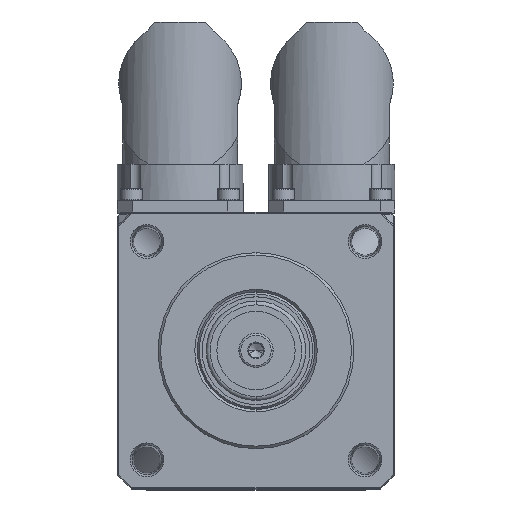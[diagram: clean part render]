
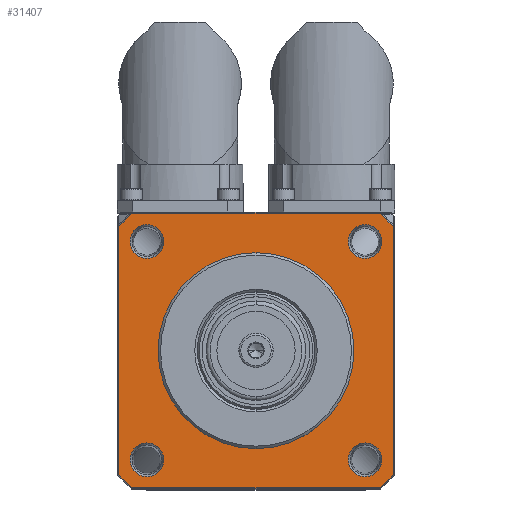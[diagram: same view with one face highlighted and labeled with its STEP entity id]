
A CAD part, top view. The second image highlights one B-rep face of the part: STEP entity #31407.
In plain terms, the highlighted planar face has unit normal (0, 0, 1).
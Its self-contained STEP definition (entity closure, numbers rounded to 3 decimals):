
#2160=DIRECTION('',(-1.,0.,0.));
#2161=VECTOR('',#2160,50.647);
#2162=CARTESIAN_POINT('',(25.323,-28.011,59.7));
#2163=LINE('',#2162,#2161);
#2175=CARTESIAN_POINT('',(0.,0.,59.7));
#2176=DIRECTION('',(0.,0.,-1.));
#2177=DIRECTION('',(-0.742,0.671,0.));
#2178=AXIS2_PLACEMENT_3D('',#2175,#2176,#2177);
#2180=CARTESIAN_POINT('',(0.,0.,59.7));
#2181=DIRECTION('',(0.,0.,-1.));
#2182=DIRECTION('',(0.671,0.742,0.));
#2183=AXIS2_PLACEMENT_3D('',#2180,#2181,#2182);
#2185=CARTESIAN_POINT('',(0.,0.,59.7));
#2186=DIRECTION('',(0.,0.,-1.));
#2187=DIRECTION('',(0.742,-0.671,0.));
#2188=AXIS2_PLACEMENT_3D('',#2185,#2186,#2187);
#2190=CARTESIAN_POINT('',(0.,0.,59.7));
#2191=DIRECTION('',(0.,0.,-1.));
#2192=DIRECTION('',(-0.671,-0.742,0.));
#2193=AXIS2_PLACEMENT_3D('',#2190,#2191,#2192);
#2195=CARTESIAN_POINT('',(22.274,22.274,59.7));
#2196=DIRECTION('',(0.,0.,-1.));
#2197=DIRECTION('',(1.,0.,0.));
#2198=AXIS2_PLACEMENT_3D('',#2195,#2196,#2197);
#2200=CARTESIAN_POINT('',(22.274,22.274,59.7));
#2201=DIRECTION('',(0.,0.,-1.));
#2202=DIRECTION('',(-1.,0.,0.));
#2203=AXIS2_PLACEMENT_3D('',#2200,#2201,#2202);
#2205=CARTESIAN_POINT('',(-22.274,22.274,59.7));
#2206=DIRECTION('',(0.,0.,-1.));
#2207=DIRECTION('',(-1.,0.,0.));
#2208=AXIS2_PLACEMENT_3D('',#2205,#2206,#2207);
#2210=CARTESIAN_POINT('',(-22.274,22.274,59.7));
#2211=DIRECTION('',(0.,0.,-1.));
#2212=DIRECTION('',(1.,0.,0.));
#2213=AXIS2_PLACEMENT_3D('',#2210,#2211,#2212);
#2215=CARTESIAN_POINT('',(-22.274,-22.274,59.7));
#2216=DIRECTION('',(0.,0.,-1.));
#2217=DIRECTION('',(1.,0.,0.));
#2218=AXIS2_PLACEMENT_3D('',#2215,#2216,#2217);
#2220=CARTESIAN_POINT('',(-22.274,-22.274,59.7));
#2221=DIRECTION('',(0.,0.,-1.));
#2222=DIRECTION('',(-1.,0.,0.));
#2223=AXIS2_PLACEMENT_3D('',#2220,#2221,#2222);
#2225=CARTESIAN_POINT('',(22.274,-22.274,59.7));
#2226=DIRECTION('',(0.,0.,-1.));
#2227=DIRECTION('',(1.,0.,0.));
#2228=AXIS2_PLACEMENT_3D('',#2225,#2226,#2227);
#2230=CARTESIAN_POINT('',(22.274,-22.274,59.7));
#2231=DIRECTION('',(0.,0.,-1.));
#2232=DIRECTION('',(-1.,0.,0.));
#2233=AXIS2_PLACEMENT_3D('',#2230,#2231,#2232);
#2235=DIRECTION('',(0.,1.,0.));
#2236=VECTOR('',#2235,50.647);
#2237=CARTESIAN_POINT('',(-28.011,-25.323,59.7));
#2238=LINE('',#2237,#2236);
#2274=DIRECTION('',(1.,0.,0.));
#2275=VECTOR('',#2274,50.647);
#2276=CARTESIAN_POINT('',(-25.323,28.011,59.7));
#2277=LINE('',#2276,#2275);
#2301=DIRECTION('',(0.,-1.,0.));
#2302=VECTOR('',#2301,50.647);
#2303=CARTESIAN_POINT('',(28.011,25.323,59.7));
#2304=LINE('',#2303,#2302);
#2336=CARTESIAN_POINT('',(0.,0.,59.7));
#2337=DIRECTION('',(0.,0.,1.));
#2338=DIRECTION('',(0.,-1.,0.));
#2339=AXIS2_PLACEMENT_3D('',#2336,#2337,#2338);
#2341=CARTESIAN_POINT('',(0.,0.,59.7));
#2342=DIRECTION('',(0.,0.,-1.));
#2343=DIRECTION('',(0.,-1.,0.));
#2344=AXIS2_PLACEMENT_3D('',#2341,#2342,#2343);
#24998=CARTESIAN_POINT('',(0.,-20.,59.7));
#24999=CARTESIAN_POINT('',(0.,20.,59.7));
#25000=VERTEX_POINT('',#24998);
#25001=VERTEX_POINT('',#24999);
#25002=CARTESIAN_POINT('',(-28.011,-25.323,59.7));
#25003=CARTESIAN_POINT('',(-28.011,25.323,59.7));
#25004=VERTEX_POINT('',#25002);
#25005=VERTEX_POINT('',#25003);
#25006=CARTESIAN_POINT('',(-25.323,28.011,59.7));
#25007=VERTEX_POINT('',#25006);
#25008=CARTESIAN_POINT('',(-25.323,-28.011,59.7));
#25009=VERTEX_POINT('',#25008);
#25010=CARTESIAN_POINT('',(25.323,-28.011,59.7));
#25011=VERTEX_POINT('',#25010);
#25012=CARTESIAN_POINT('',(28.011,-25.323,59.7));
#25013=VERTEX_POINT('',#25012);
#25014=CARTESIAN_POINT('',(28.011,25.323,59.7));
#25015=VERTEX_POINT('',#25014);
#25016=CARTESIAN_POINT('',(25.323,28.011,59.7));
#25017=VERTEX_POINT('',#25016);
#25034=CARTESIAN_POINT('',(25.713,22.274,59.7));
#25035=CARTESIAN_POINT('',(18.835,22.274,59.7));
#25036=VERTEX_POINT('',#25034);
#25037=VERTEX_POINT('',#25035);
#25038=CARTESIAN_POINT('',(-25.713,22.274,59.7));
#25039=CARTESIAN_POINT('',(-18.835,22.274,59.7));
#25040=VERTEX_POINT('',#25038);
#25041=VERTEX_POINT('',#25039);
#25042=CARTESIAN_POINT('',(-18.835,-22.274,59.7));
#25043=CARTESIAN_POINT('',(-25.713,-22.274,59.7));
#25044=VERTEX_POINT('',#25042);
#25045=VERTEX_POINT('',#25043);
#25046=CARTESIAN_POINT('',(25.713,-22.274,59.7));
#25047=CARTESIAN_POINT('',(18.835,-22.274,59.7));
#25048=VERTEX_POINT('',#25046);
#25049=VERTEX_POINT('',#25047);
#31355=CARTESIAN_POINT('',(0.,0.,59.7));
#31356=DIRECTION('',(0.,0.,-1.));
#31357=DIRECTION('',(0.,-1.,0.));
#31358=AXIS2_PLACEMENT_3D('',#31355,#31356,#31357);
#31359=PLANE('',#31358);
#31361=ORIENTED_EDGE('',*,*,#31360,.T.);
#31363=ORIENTED_EDGE('',*,*,#31362,.T.);
#31365=ORIENTED_EDGE('',*,*,#31364,.T.);
#31367=ORIENTED_EDGE('',*,*,#31366,.T.);
#31369=ORIENTED_EDGE('',*,*,#31368,.T.);
#31371=ORIENTED_EDGE('',*,*,#31370,.T.);
#31372=ORIENTED_EDGE('',*,*,#31345,.T.);
#31374=ORIENTED_EDGE('',*,*,#31373,.T.);
#31375=EDGE_LOOP('',(#31361,#31363,#31365,#31367,#31369,#31371,#31372,#31374));
#31376=FACE_OUTER_BOUND('',#31375,.F.);
#31378=ORIENTED_EDGE('',*,*,#31377,.T.);
#31380=ORIENTED_EDGE('',*,*,#31379,.F.);
#31381=EDGE_LOOP('',(#31378,#31380));
#31382=FACE_BOUND('',#31381,.F.);
#31384=ORIENTED_EDGE('',*,*,#31383,.F.);
#31386=ORIENTED_EDGE('',*,*,#31385,.F.);
#31387=EDGE_LOOP('',(#31384,#31386));
#31388=FACE_BOUND('',#31387,.F.);
#31390=ORIENTED_EDGE('',*,*,#31389,.F.);
#31392=ORIENTED_EDGE('',*,*,#31391,.F.);
#31393=EDGE_LOOP('',(#31390,#31392));
#31394=FACE_BOUND('',#31393,.F.);
#31396=ORIENTED_EDGE('',*,*,#31395,.F.);
#31398=ORIENTED_EDGE('',*,*,#31397,.F.);
#31399=EDGE_LOOP('',(#31396,#31398));
#31400=FACE_BOUND('',#31399,.F.);
#31402=ORIENTED_EDGE('',*,*,#31401,.F.);
#31404=ORIENTED_EDGE('',*,*,#31403,.F.);
#31405=EDGE_LOOP('',(#31402,#31404));
#31406=FACE_BOUND('',#31405,.F.);
#31407=ADVANCED_FACE('',(#31376,#31382,#31388,#31394,#31400,#31406),#31359,.F.);
#2179=CIRCLE('',#2178,37.761);
#2184=CIRCLE('',#2183,37.761);
#2189=CIRCLE('',#2188,37.761);
#2194=CIRCLE('',#2193,37.761);
#2199=CIRCLE('',#2198,3.439);
#2204=CIRCLE('',#2203,3.439);
#2209=CIRCLE('',#2208,3.439);
#2214=CIRCLE('',#2213,3.439);
#2219=CIRCLE('',#2218,3.439);
#2224=CIRCLE('',#2223,3.439);
#2229=CIRCLE('',#2228,3.439);
#2234=CIRCLE('',#2233,3.439);
#2340=CIRCLE('',#2339,20.);
#2345=CIRCLE('',#2344,20.);
#31345=EDGE_CURVE('',#25011,#25009,#2163,.T.);
#31360=EDGE_CURVE('',#25004,#25005,#2238,.T.);
#31362=EDGE_CURVE('',#25005,#25007,#2179,.T.);
#31364=EDGE_CURVE('',#25007,#25017,#2277,.T.);
#31366=EDGE_CURVE('',#25017,#25015,#2184,.T.);
#31368=EDGE_CURVE('',#25015,#25013,#2304,.T.);
#31370=EDGE_CURVE('',#25013,#25011,#2189,.T.);
#31373=EDGE_CURVE('',#25009,#25004,#2194,.T.);
#31377=EDGE_CURVE('',#25000,#25001,#2340,.T.);
#31379=EDGE_CURVE('',#25000,#25001,#2345,.T.);
#31383=EDGE_CURVE('',#25036,#25037,#2199,.T.);
#31385=EDGE_CURVE('',#25037,#25036,#2204,.T.);
#31389=EDGE_CURVE('',#25040,#25041,#2209,.T.);
#31391=EDGE_CURVE('',#25041,#25040,#2214,.T.);
#31395=EDGE_CURVE('',#25044,#25045,#2219,.T.);
#31397=EDGE_CURVE('',#25045,#25044,#2224,.T.);
#31401=EDGE_CURVE('',#25048,#25049,#2229,.T.);
#31403=EDGE_CURVE('',#25049,#25048,#2234,.T.);
